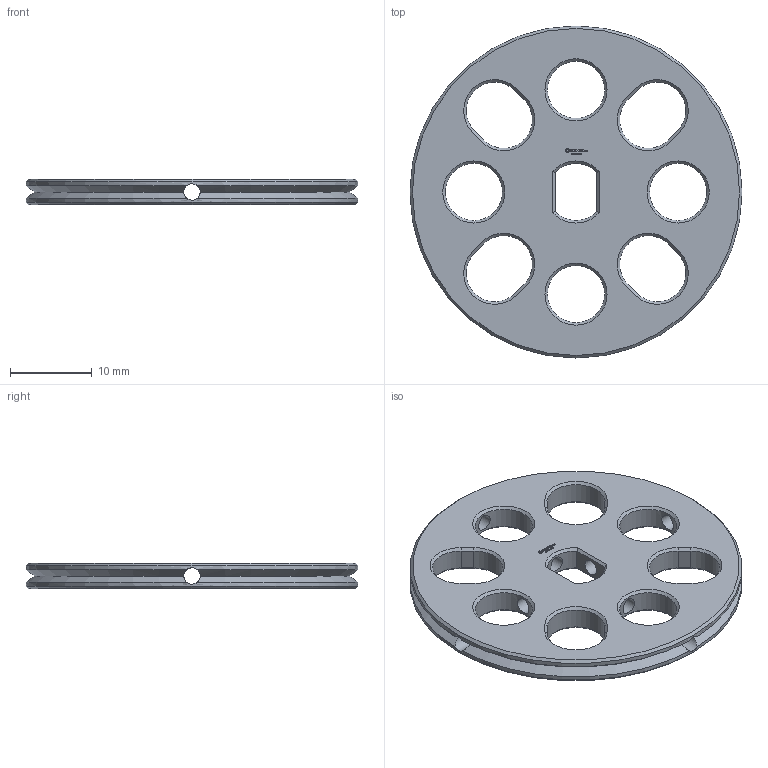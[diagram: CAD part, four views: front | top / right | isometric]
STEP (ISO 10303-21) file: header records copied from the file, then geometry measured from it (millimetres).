
FILE_DESCRIPTION(('FreeCAD Model'),'2;1');
FILE_NAME('Open CASCADE Shape Model','2023-11-13T23:51:11',(''),(''), 'Open CASCADE STEP processor 7.6','FreeCAD','Unknown');
FILE_SCHEMA(('AUTOMOTIVE_DESIGN { 1 0 10303 214 1 1 1 1 }'));
Length unit declared in the file: millimetre
Products named in the file (1): Washer FXD OCT BU03.25x00.25 - SPN-WSR-0010 (stemfie.org)
Bounding box: 40.62 x 40.62 x 3.12 mm (x, y, z)
Volume: 2600.1 mm3; surface area: 3079 mm2
Topology: 1 solids, 1 shells, 566 faces, 1566 edges, 1026 vertices
Faces by surface type: plane 338, extrusion 166, cone 38, cylinder 24
Full cylindrical faces by diameter (mm): 2 x8, 7 x4, 40.625 x2
Entity records: 40995 total; most frequent: CARTESIAN_POINT 10844, DIRECTION 4918, VECTOR 3938, LINE 3772, ORIENTED_EDGE 3132, PCURVE 3132, DEFINITIONAL_REPRESENTATION 3132, EDGE_CURVE 1566
